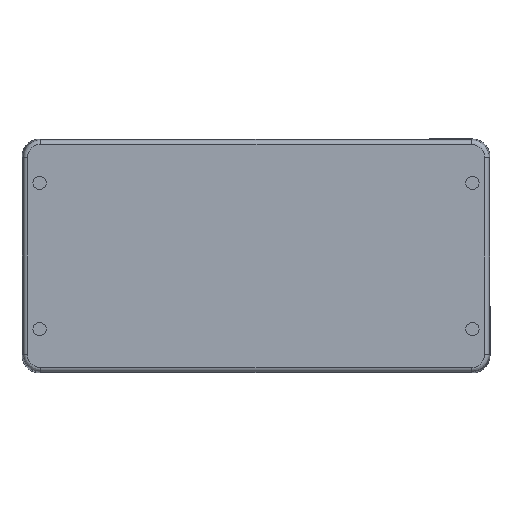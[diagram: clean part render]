
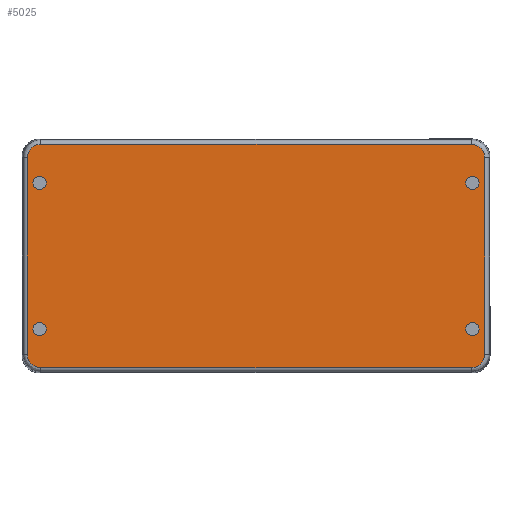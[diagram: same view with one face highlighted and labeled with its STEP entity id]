
A CAD part, left-side view. The second image highlights one B-rep face of the part: STEP entity #5025.
In plain terms, the highlighted planar face has unit normal (-1, 0, 0).
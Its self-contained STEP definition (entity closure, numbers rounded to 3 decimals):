
#236=LINE('',#8856,#532);
#237=LINE('',#8896,#533);
#239=LINE('',#8937,#535);
#241=LINE('',#8978,#537);
#532=VECTOR('',#6935,67.328);
#533=VECTOR('',#6946,147.328);
#535=VECTOR('',#6958,67.328);
#537=VECTOR('',#6970,147.328);
#679=ELLIPSE('',#5603,4.5,4.5);
#681=ELLIPSE('',#5608,4.5,4.5);
#683=ELLIPSE('',#5613,4.5,4.5);
#686=ELLIPSE('',#5618,4.5,4.5);
#746=PLANE('',#5625);
#992=FACE_BOUND('',#1621,.T.);
#993=FACE_BOUND('',#1622,.T.);
#994=FACE_BOUND('',#1623,.T.);
#995=FACE_BOUND('',#1624,.T.);
#1257=FACE_OUTER_BOUND('',#1620,.T.);
#1620=EDGE_LOOP('',(#4248,#4249,#4250,#4251,#4252,#4253,#4254,#4255));
#1621=EDGE_LOOP('',(#4256));
#1622=EDGE_LOOP('',(#4257));
#1623=EDGE_LOOP('',(#4258));
#1624=EDGE_LOOP('',(#4259));
#2042=CIRCLE('',#5626,2.25);
#2043=CIRCLE('',#5627,2.25);
#2044=CIRCLE('',#5628,2.25);
#2045=CIRCLE('',#5629,2.25);
#2458=VERTEX_POINT('',#8849);
#2461=VERTEX_POINT('',#8854);
#2463=VERTEX_POINT('',#8888);
#2465=VERTEX_POINT('',#8894);
#2467=VERTEX_POINT('',#8929);
#2469=VERTEX_POINT('',#8935);
#2471=VERTEX_POINT('',#8970);
#2473=VERTEX_POINT('',#8976);
#2479=VERTEX_POINT('',#9031);
#2480=VERTEX_POINT('',#9033);
#2481=VERTEX_POINT('',#9035);
#2482=VERTEX_POINT('',#9037);
#3082=EDGE_CURVE('',#2461,#2458,#236,.T.);
#3084=EDGE_CURVE('',#2463,#2461,#679,.T.);
#3087=EDGE_CURVE('',#2465,#2463,#237,.T.);
#3090=EDGE_CURVE('',#2467,#2465,#681,.T.);
#3093=EDGE_CURVE('',#2469,#2467,#239,.T.);
#3096=EDGE_CURVE('',#2471,#2469,#683,.T.);
#3099=EDGE_CURVE('',#2473,#2471,#241,.T.);
#3102=EDGE_CURVE('',#2458,#2473,#686,.T.);
#3112=EDGE_CURVE('',#2479,#2479,#2042,.T.);
#3113=EDGE_CURVE('',#2480,#2480,#2043,.T.);
#3114=EDGE_CURVE('',#2481,#2481,#2044,.T.);
#3115=EDGE_CURVE('',#2482,#2482,#2045,.T.);
#4248=ORIENTED_EDGE('',*,*,#3082,.F.);
#4249=ORIENTED_EDGE('',*,*,#3084,.F.);
#4250=ORIENTED_EDGE('',*,*,#3087,.F.);
#4251=ORIENTED_EDGE('',*,*,#3090,.F.);
#4252=ORIENTED_EDGE('',*,*,#3093,.F.);
#4253=ORIENTED_EDGE('',*,*,#3096,.F.);
#4254=ORIENTED_EDGE('',*,*,#3099,.F.);
#4255=ORIENTED_EDGE('',*,*,#3102,.F.);
#4256=ORIENTED_EDGE('',*,*,#3112,.T.);
#4257=ORIENTED_EDGE('',*,*,#3113,.T.);
#4258=ORIENTED_EDGE('',*,*,#3114,.T.);
#4259=ORIENTED_EDGE('',*,*,#3115,.T.);
#5025=ADVANCED_FACE('',(#1257,#992,#993,#994,#995),#746,.T.);
#5603=AXIS2_PLACEMENT_3D('',#8890,#6938,#6939);
#5608=AXIS2_PLACEMENT_3D('',#8931,#6950,#6951);
#5613=AXIS2_PLACEMENT_3D('',#8972,#6962,#6963);
#5618=AXIS2_PLACEMENT_3D('',#9011,#6974,#6975);
#5625=AXIS2_PLACEMENT_3D('',#9030,#6995,#6996);
#5626=AXIS2_PLACEMENT_3D('',#9032,#6997,#6998);
#5627=AXIS2_PLACEMENT_3D('',#9034,#6999,#7000);
#5628=AXIS2_PLACEMENT_3D('',#9036,#7001,#7002);
#5629=AXIS2_PLACEMENT_3D('',#9038,#7003,#7004);
#6935=DIRECTION('',(0.,0.,-1.));
#6938=DIRECTION('center_axis',(1.,0.,0.));
#6939=DIRECTION('ref_axis',(0.,-0.707,0.707));
#6946=DIRECTION('',(0.,-1.,0.));
#6950=DIRECTION('center_axis',(1.,0.,0.));
#6951=DIRECTION('ref_axis',(0.,0.707,0.707));
#6958=DIRECTION('',(0.,0.,1.));
#6962=DIRECTION('center_axis',(1.,0.,0.));
#6963=DIRECTION('ref_axis',(0.,0.707,-0.707));
#6970=DIRECTION('',(0.,1.,0.));
#6974=DIRECTION('center_axis',(1.,0.,0.));
#6975=DIRECTION('ref_axis',(0.,-0.707,-0.707));
#6995=DIRECTION('center_axis',(-1.,0.,0.));
#6996=DIRECTION('ref_axis',(0.,0.,1.));
#6997=DIRECTION('center_axis',(1.,0.,0.));
#6998=DIRECTION('ref_axis',(0.,0.,-1.));
#6999=DIRECTION('center_axis',(1.,0.,0.));
#7000=DIRECTION('ref_axis',(0.,0.,-1.));
#7001=DIRECTION('center_axis',(1.,0.,0.));
#7002=DIRECTION('ref_axis',(0.,0.,-1.));
#7003=DIRECTION('center_axis',(1.,0.,0.));
#7004=DIRECTION('ref_axis',(0.,0.,-1.));
#8849=CARTESIAN_POINT('',(-19.25,-82.814,-33.664));
#8854=CARTESIAN_POINT('',(-19.25,-82.814,33.664));
#8856=CARTESIAN_POINT('',(-19.25,-82.814,33.664));
#8888=CARTESIAN_POINT('',(-19.25,-78.314,38.164));
#8890=CARTESIAN_POINT('Origin',(-19.25,-78.313,33.663));
#8894=CARTESIAN_POINT('',(-19.25,69.014,38.164));
#8896=CARTESIAN_POINT('',(-19.25,69.014,38.164));
#8929=CARTESIAN_POINT('',(-19.25,73.514,33.664));
#8931=CARTESIAN_POINT('Origin',(-19.25,69.013,33.663));
#8935=CARTESIAN_POINT('',(-19.25,73.514,-33.664));
#8937=CARTESIAN_POINT('',(-19.25,73.514,-33.664));
#8970=CARTESIAN_POINT('',(-19.25,69.014,-38.164));
#8972=CARTESIAN_POINT('Origin',(-19.25,69.013,-33.663));
#8976=CARTESIAN_POINT('',(-19.25,-78.314,-38.164));
#8978=CARTESIAN_POINT('',(-19.25,-78.314,-38.164));
#9011=CARTESIAN_POINT('Origin',(-19.25,-78.313,-33.663));
#9030=CARTESIAN_POINT('Origin',(-19.25,-84.3,-40.));
#9031=CARTESIAN_POINT('',(-19.25,-78.65,-22.75));
#9032=CARTESIAN_POINT('Origin',(-19.25,-78.65,-25.));
#9033=CARTESIAN_POINT('',(-19.25,69.35,-22.75));
#9034=CARTESIAN_POINT('Origin',(-19.25,69.35,-25.));
#9035=CARTESIAN_POINT('',(-19.25,-78.65,27.25));
#9036=CARTESIAN_POINT('Origin',(-19.25,-78.65,25.));
#9037=CARTESIAN_POINT('',(-19.25,69.35,27.25));
#9038=CARTESIAN_POINT('Origin',(-19.25,69.35,25.));
